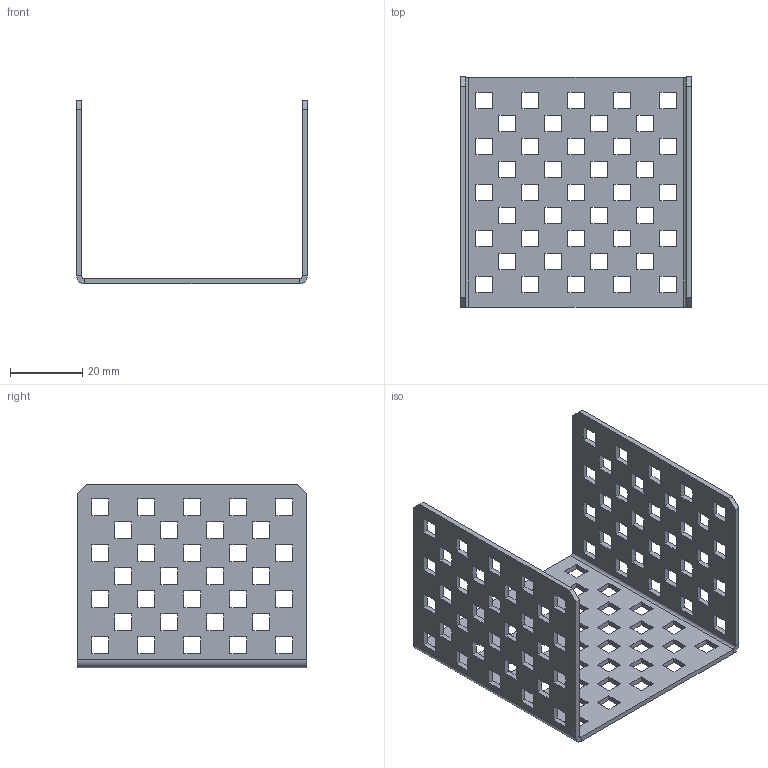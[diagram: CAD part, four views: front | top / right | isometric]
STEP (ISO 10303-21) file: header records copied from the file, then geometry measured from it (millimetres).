
FILE_DESCRIPTION(/* description */ (''),/* implementation_level */ '2;1');
FILE_NAME(/* name */ 'Winch Bracket.ipt.step',/* time_stamp */ '2020-04-16T23:04:17-04:00',/* author */ ('Jordan'),/* organization */ (''),/* preprocessor_version */ 'ST-DEVELOPER v17',/* originating_system */ 'Autodesk Inventor 2019',/* authorisation */ '');
FILE_SCHEMA (('AUTOMOTIVE_DESIGN { 1 0 10303 214 3 1 1 }'));
Length unit declared in the file: inch
Products named in the file (1): Winch Bracket
Bounding box: 63.75 x 63.5 x 50.8 mm (x, y, z)
Volume: 11350 mm3; surface area: 19351.4 mm2
Topology: 1 solids, 1 shells, 446 faces, 1869 edges, 1873 vertices
Faces by surface type: plane 442, cylinder 4
Entity records: 17337 total; most frequent: CARTESIAN_POINT 3636, ORIENTED_EDGE 2632, DIRECTION 2428, EDGE_CURVE 1316, LINE 1308, VECTOR 1308, VERTEX_POINT 872, EDGE_LOOP 656
